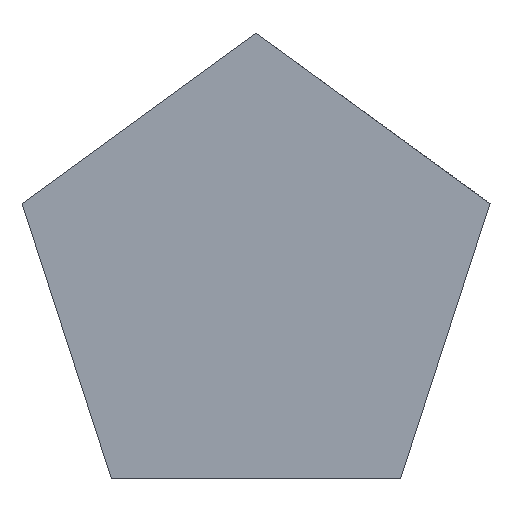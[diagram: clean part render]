
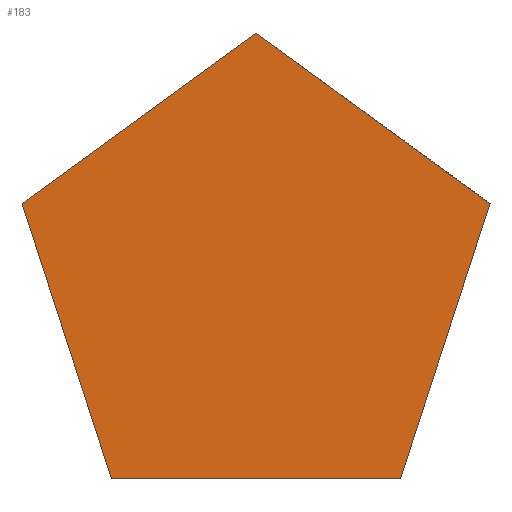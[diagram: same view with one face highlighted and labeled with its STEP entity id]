
A CAD part, left-side view. The second image highlights one B-rep face of the part: STEP entity #183.
In plain terms, the highlighted face is planar.
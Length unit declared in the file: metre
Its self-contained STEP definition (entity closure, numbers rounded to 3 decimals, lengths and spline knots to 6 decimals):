
#183 = ADVANCED_FACE( '', ( #210 ), #211, .T. );
#210 = FACE_OUTER_BOUND( '', #226, .T. );
#211 = PLANE( '', #227 );
#226 = EDGE_LOOP( '', ( #266, #267, #268, #269, #270 ) );
#227 = AXIS2_PLACEMENT_3D( '', #271, #272, #273 );
#266 = ORIENTED_EDGE( '', *, *, #288, .F. );
#267 = ORIENTED_EDGE( '', *, *, #294, .F. );
#268 = ORIENTED_EDGE( '', *, *, #296, .F. );
#269 = ORIENTED_EDGE( '', *, *, #290, .F. );
#270 = ORIENTED_EDGE( '', *, *, #284, .F. );
#271 = CARTESIAN_POINT( '', ( 0., 0., 0. ) );
#272 = DIRECTION( '', ( 0., 0., -1. ) );
#273 = DIRECTION( '', ( -1., 0., 0. ) );
#284 = EDGE_CURVE( '', #300, #302, #303, .T. );
#288 = EDGE_CURVE( '', #307, #300, #309, .T. );
#290 = EDGE_CURVE( '', #302, #312, #313, .T. );
#294 = EDGE_CURVE( '', #317, #307, #319, .T. );
#296 = EDGE_CURVE( '', #312, #317, #321, .T. );
#300 = VERTEX_POINT( '', #326 );
#302 = VERTEX_POINT( '', #329 );
#303 = LINE( '', #330, #331 );
#307 = VERTEX_POINT( '', #337 );
#309 = LINE( '', #340, #341 );
#312 = VERTEX_POINT( '', #345 );
#313 = LINE( '', #346, #347 );
#317 = VERTEX_POINT( '', #353 );
#319 = LINE( '', #356, #357 );
#321 = LINE( '', #360, #361 );
#326 = CARTESIAN_POINT( '', ( 0.010816, 0.033287, 0. ) );
#329 = CARTESIAN_POINT( '', ( -0.028316, 0.020572, 0. ) );
#330 = CARTESIAN_POINT( '', ( 0.010816, 0.033287, 0. ) );
#331 = VECTOR( '', #364, 1. );
#337 = CARTESIAN_POINT( '', ( 0.035, 0., 0. ) );
#340 = CARTESIAN_POINT( '', ( 0.035, 0., 0. ) );
#341 = VECTOR( '', #368, 1. );
#345 = CARTESIAN_POINT( '', ( -0.028316, -0.020572, 0. ) );
#346 = CARTESIAN_POINT( '', ( -0.028316, 0.020572, 0. ) );
#347 = VECTOR( '', #370, 1. );
#353 = CARTESIAN_POINT( '', ( 0.010816, -0.033287, 0. ) );
#356 = CARTESIAN_POINT( '', ( 0.010816, -0.033287, 0. ) );
#357 = VECTOR( '', #374, 1. );
#360 = CARTESIAN_POINT( '', ( -0.028316, -0.020572, 0. ) );
#361 = VECTOR( '', #376, 1. );
#364 = DIRECTION( '', ( -0.951, -0.309, 0. ) );
#368 = DIRECTION( '', ( -0.588, 0.809, 0. ) );
#370 = DIRECTION( '', ( 0., -1., 0. ) );
#374 = DIRECTION( '', ( 0.588, 0.809, 0. ) );
#376 = DIRECTION( '', ( 0.951, -0.309, 0. ) );
